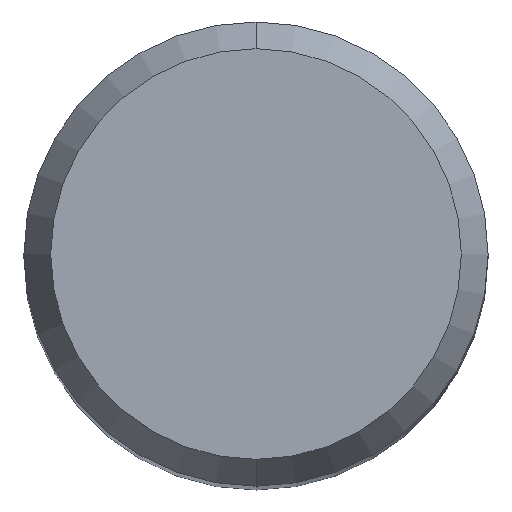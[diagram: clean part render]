
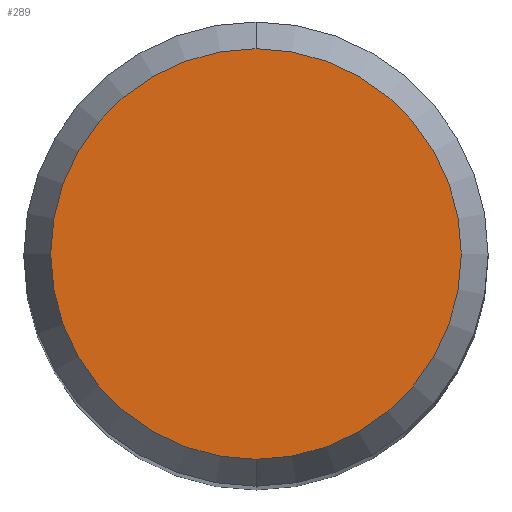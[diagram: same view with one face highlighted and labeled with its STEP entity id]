
A CAD part, top view. The second image highlights one B-rep face of the part: STEP entity #289.
In plain terms, the highlighted planar face has unit normal (0, 0, 1).
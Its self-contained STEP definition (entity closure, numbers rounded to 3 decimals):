
#231=EDGE_CURVE('',#391,#311,#526,.T.);
#289=ADVANCED_FACE('',(#590),#591,.T.);
#311=VERTEX_POINT('',#614);
#387=EDGE_CURVE('',#311,#391,#702,.T.);
#391=VERTEX_POINT('',#706);
#526=CIRCLE('',#887,4.423);
#590=FACE_OUTER_BOUND('',#1053,.T.);
#591=PLANE('',#1054);
#614=CARTESIAN_POINT('',(0.0,4.423,46.614));
#702=CIRCLE('',#1325,4.423);
#706=CARTESIAN_POINT('',(0.,-4.423,46.614));
#887=AXIS2_PLACEMENT_3D('',#1469,#1470,#1471);
#1053=EDGE_LOOP('',(#1560,#1561));
#1054=AXIS2_PLACEMENT_3D('',#1562,#1563,#1564);
#1325=AXIS2_PLACEMENT_3D('',#1697,#1698,#1699);
#1469=CARTESIAN_POINT('',(0.0,0.0,46.614));
#1470=DIRECTION('',(0.0,0.0,-1.0));
#1471=DIRECTION('',(0.0,1.0,0.0));
#1560=ORIENTED_EDGE('',*,*,#387,.F.);
#1561=ORIENTED_EDGE('',*,*,#231,.F.);
#1562=CARTESIAN_POINT('',(0.0,2.211,46.614));
#1563=DIRECTION('',(-0.0,0.0,1.0));
#1564=DIRECTION('',(0.0,-1.0,0.0));
#1697=CARTESIAN_POINT('',(0.0,0.0,46.614));
#1698=DIRECTION('',(0.0,0.0,-1.0));
#1699=DIRECTION('',(0.0,1.0,0.0));
